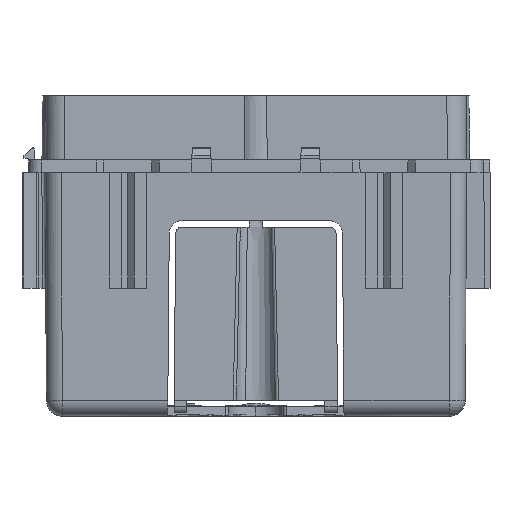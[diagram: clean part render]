
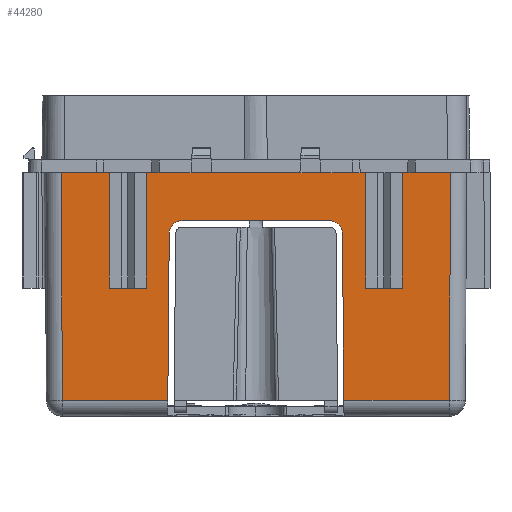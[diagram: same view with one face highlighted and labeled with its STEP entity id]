
A CAD part, front view. The second image highlights one B-rep face of the part: STEP entity #44280.
In plain terms, the highlighted planar face has unit normal (0, -1, -0.006).
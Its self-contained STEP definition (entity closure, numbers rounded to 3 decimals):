
#4252=CARTESIAN_POINT('Vertex',(30.194,-32.694,2.485)) ;
#4255=CARTESIAN_POINT('Line Origine',(0.,-32.694,2.485)) ;
#4259=CARTESIAN_POINT('Vertex',(13.744,-32.694,2.485)) ;
#4302=CARTESIAN_POINT('Vertex',(11.517,-32.856,30.5)) ;
#4321=CARTESIAN_POINT('Vertex',(13.517,-32.845,28.517)) ;
#4325=CARTESIAN_POINT('Control Point',(11.517,-32.856,30.5)) ;
#4326=CARTESIAN_POINT('Control Point',(12.142,-32.856,30.5)) ;
#4327=CARTESIAN_POINT('Control Point',(12.768,-32.855,30.257)) ;
#4328=CARTESIAN_POINT('Control Point',(13.263,-32.852,29.766)) ;
#4329=CARTESIAN_POINT('Control Point',(13.512,-32.849,29.142)) ;
#4330=CARTESIAN_POINT('Control Point',(13.517,-32.845,28.517)) ;
#12384=CARTESIAN_POINT('Vertex',(-11.517,-32.856,30.5)) ;
#12388=CARTESIAN_POINT('Control Point',(-11.517,-32.856,30.5)) ;
#12389=CARTESIAN_POINT('Control Point',(-12.142,-32.856,30.5)) ;
#12390=CARTESIAN_POINT('Control Point',(-12.768,-32.855,30.257)) ;
#12391=CARTESIAN_POINT('Control Point',(-13.263,-32.852,29.766)) ;
#12392=CARTESIAN_POINT('Control Point',(-13.512,-32.849,29.142)) ;
#12393=CARTESIAN_POINT('Control Point',(-13.517,-32.845,28.517)) ;
#12394=CARTESIAN_POINT('Vertex',(-13.517,-32.845,28.517)) ;
#12459=CARTESIAN_POINT('Vertex',(-13.744,-32.694,2.485)) ;
#12462=CARTESIAN_POINT('Line Origine',(0.,-32.694,2.485)) ;
#12466=CARTESIAN_POINT('Vertex',(-30.194,-32.694,2.485)) ;
#16390=CARTESIAN_POINT('Line Origine',(-30.29,-32.79,19.)) ;
#16394=CARTESIAN_POINT('Vertex',(-30.4,-32.9,38.)) ;
#16436=CARTESIAN_POINT('Vertex',(30.4,-32.9,38.)) ;
#16439=CARTESIAN_POINT('Line Origine',(30.29,-32.79,19.)) ;
#37670=CARTESIAN_POINT('Control Point',(13.517,-32.845,28.517)) ;
#37671=CARTESIAN_POINT('Control Point',(13.744,-32.694,2.485)) ;
#37939=CARTESIAN_POINT('Control Point',(-13.517,-32.845,28.517)) ;
#37940=CARTESIAN_POINT('Control Point',(-13.744,-32.694,2.485)) ;
#43627=CARTESIAN_POINT('Line Origine',(0.,-32.856,30.5)) ;
#43868=CARTESIAN_POINT('Vertex',(21.25,-32.9,38.)) ;
#43871=CARTESIAN_POINT('Line Origine',(25.825,-32.9,38.)) ;
#43933=CARTESIAN_POINT('Vertex',(21.25,-32.795,20.)) ;
#43936=CARTESIAN_POINT('Line Origine',(21.25,-32.797,20.243)) ;
#43990=CARTESIAN_POINT('Vertex',(-18.75,-32.795,20.)) ;
#43993=CARTESIAN_POINT('Line Origine',(-18.75,-32.797,20.243)) ;
#43997=CARTESIAN_POINT('Vertex',(-18.75,-32.9,38.)) ;
#44042=CARTESIAN_POINT('Vertex',(18.75,-32.795,20.)) ;
#44045=CARTESIAN_POINT('Line Origine',(20.,-32.795,20.)) ;
#44108=CARTESIAN_POINT('Vertex',(18.75,-32.9,38.)) ;
#44111=CARTESIAN_POINT('Line Origine',(0.,-32.9,38.)) ;
#44158=CARTESIAN_POINT('Line Origine',(18.75,-32.797,20.243)) ;
#44193=CARTESIAN_POINT('Vertex',(-21.25,-32.795,20.)) ;
#44196=CARTESIAN_POINT('Line Origine',(-20.,-32.795,20.)) ;
#44243=CARTESIAN_POINT('Axis2P3D Location',(16.45,-32.9,38.)) ;
#44248=CARTESIAN_POINT('Line Origine',(16.45,-32.9,38.)) ;
#44252=CARTESIAN_POINT('Vertex',(-21.25,-32.9,38.)) ;
#44255=CARTESIAN_POINT('Line Origine',(-21.25,-32.79,19.)) ;
#4256=DIRECTION('Vector Direction',(-1.,0.,0.)) ;
#12463=DIRECTION('Vector Direction',(-1.,0.,0.)) ;
#16391=DIRECTION('Vector Direction',(-0.006,-0.006,1.)) ;
#16440=DIRECTION('Vector Direction',(0.006,-0.006,1.)) ;
#43628=DIRECTION('Vector Direction',(1.,0.,0.)) ;
#43872=DIRECTION('Vector Direction',(-1.,0.,0.)) ;
#43937=DIRECTION('Vector Direction',(0.,0.006,-1.)) ;
#43994=DIRECTION('Vector Direction',(0.,0.006,-1.)) ;
#44046=DIRECTION('Vector Direction',(1.,0.,0.)) ;
#44112=DIRECTION('Vector Direction',(-1.,0.,0.)) ;
#44159=DIRECTION('Vector Direction',(0.,0.006,-1.)) ;
#44197=DIRECTION('Vector Direction',(1.,0.,0.)) ;
#44244=DIRECTION('Axis2P3D Direction',(0.,-1.,-0.006)) ;
#44245=DIRECTION('Axis2P3D XDirection',(1.,0.,0.)) ;
#44249=DIRECTION('Vector Direction',(1.,0.,0.)) ;
#44256=DIRECTION('Vector Direction',(0.,-0.006,1.)) ;
#44246=AXIS2_PLACEMENT_3D('Plane Axis2P3D',#44243,#44244,#44245) ;
#44261=ORIENTED_EDGE('',*,*,#44254,.T.) ;
#44262=ORIENTED_EDGE('',*,*,#16396,.F.) ;
#44263=ORIENTED_EDGE('',*,*,#12468,.F.) ;
#44264=ORIENTED_EDGE('',*,*,#37941,.F.) ;
#44265=ORIENTED_EDGE('',*,*,#12396,.F.) ;
#44266=ORIENTED_EDGE('',*,*,#43631,.T.) ;
#44267=ORIENTED_EDGE('',*,*,#4331,.T.) ;
#44268=ORIENTED_EDGE('',*,*,#37672,.T.) ;
#44269=ORIENTED_EDGE('',*,*,#4261,.F.) ;
#44270=ORIENTED_EDGE('',*,*,#16443,.T.) ;
#44271=ORIENTED_EDGE('',*,*,#43875,.T.) ;
#44272=ORIENTED_EDGE('',*,*,#43940,.F.) ;
#44273=ORIENTED_EDGE('',*,*,#44049,.T.) ;
#44274=ORIENTED_EDGE('',*,*,#44162,.T.) ;
#44275=ORIENTED_EDGE('',*,*,#44115,.T.) ;
#44276=ORIENTED_EDGE('',*,*,#43999,.F.) ;
#44277=ORIENTED_EDGE('',*,*,#44200,.T.) ;
#44278=ORIENTED_EDGE('',*,*,#44259,.T.) ;
#4257=VECTOR('Line Direction',#4256,1.) ;
#12464=VECTOR('Line Direction',#12463,1.) ;
#16392=VECTOR('Line Direction',#16391,1.) ;
#16441=VECTOR('Line Direction',#16440,1.) ;
#43629=VECTOR('Line Direction',#43628,1.) ;
#43873=VECTOR('Line Direction',#43872,1.) ;
#43938=VECTOR('Line Direction',#43937,1.) ;
#43995=VECTOR('Line Direction',#43994,1.) ;
#44047=VECTOR('Line Direction',#44046,1.) ;
#44113=VECTOR('Line Direction',#44112,1.) ;
#44160=VECTOR('Line Direction',#44159,1.) ;
#44198=VECTOR('Line Direction',#44197,1.) ;
#44250=VECTOR('Line Direction',#44249,1.) ;
#44257=VECTOR('Line Direction',#44256,1.) ;
#44280=ADVANCED_FACE('PartBody',(#44279),#44247,.T.) ;
#4324=B_SPLINE_CURVE_WITH_KNOTS('',5,(#4325,#4326,#4327,#4328,#4329,#4330),.UNSPECIFIED.,.F.,.U.,(6,6),(0.,4.418),.UNSPECIFIED.) ;
#12387=B_SPLINE_CURVE_WITH_KNOTS('',5,(#12388,#12389,#12390,#12391,#12392,#12393),.UNSPECIFIED.,.F.,.U.,(6,6),(0.,4.418),.UNSPECIFIED.) ;
#37669=B_SPLINE_CURVE_WITH_KNOTS('',1,(#37670,#37671),.UNSPECIFIED.,.F.,.U.,(2,2),(-13.017,13.017),.UNSPECIFIED.) ;
#37938=B_SPLINE_CURVE_WITH_KNOTS('',1,(#37939,#37940),.UNSPECIFIED.,.F.,.U.,(2,2),(-13.017,13.017),.UNSPECIFIED.) ;
#4261=EDGE_CURVE('',#4253,#4260,#4258,.T.) ;
#4331=EDGE_CURVE('',#4303,#4322,#4324,.T.) ;
#12396=EDGE_CURVE('',#12385,#12395,#12387,.T.) ;
#12468=EDGE_CURVE('',#12460,#12467,#12465,.T.) ;
#16396=EDGE_CURVE('',#12467,#16395,#16393,.T.) ;
#16443=EDGE_CURVE('',#4253,#16437,#16442,.T.) ;
#37672=EDGE_CURVE('',#4322,#4260,#37669,.T.) ;
#37941=EDGE_CURVE('',#12395,#12460,#37938,.T.) ;
#43631=EDGE_CURVE('',#12385,#4303,#43630,.T.) ;
#43875=EDGE_CURVE('',#16437,#43869,#43874,.T.) ;
#43940=EDGE_CURVE('',#43934,#43869,#43939,.F.) ;
#43999=EDGE_CURVE('',#43991,#43998,#43996,.F.) ;
#44049=EDGE_CURVE('',#43934,#44043,#44048,.F.) ;
#44115=EDGE_CURVE('',#44109,#43998,#44114,.T.) ;
#44162=EDGE_CURVE('',#44043,#44109,#44161,.F.) ;
#44200=EDGE_CURVE('',#43991,#44194,#44199,.F.) ;
#44254=EDGE_CURVE('',#44253,#16395,#44251,.F.) ;
#44259=EDGE_CURVE('',#44194,#44253,#44258,.T.) ;
#44260=EDGE_LOOP('',(#44261,#44262,#44263,#44264,#44265,#44266,#44267,#44268,#44269,#44270,#44271,#44272,#44273,#44274,#44275,#44276,#44277,#44278)) ;
#44279=FACE_OUTER_BOUND('',#44260,.T.) ;
#4258=LINE('Line',#4255,#4257) ;
#12465=LINE('Line',#12462,#12464) ;
#16393=LINE('Line',#16390,#16392) ;
#16442=LINE('Line',#16439,#16441) ;
#43630=LINE('Line',#43627,#43629) ;
#43874=LINE('Line',#43871,#43873) ;
#43939=LINE('Line',#43936,#43938) ;
#43996=LINE('Line',#43993,#43995) ;
#44048=LINE('Line',#44045,#44047) ;
#44114=LINE('Line',#44111,#44113) ;
#44161=LINE('Line',#44158,#44160) ;
#44199=LINE('Line',#44196,#44198) ;
#44251=LINE('Line',#44248,#44250) ;
#44258=LINE('Line',#44255,#44257) ;
#44247=PLANE('',#44246) ;
#4253=VERTEX_POINT('',#4252) ;
#4260=VERTEX_POINT('',#4259) ;
#4303=VERTEX_POINT('',#4302) ;
#4322=VERTEX_POINT('',#4321) ;
#12385=VERTEX_POINT('',#12384) ;
#12395=VERTEX_POINT('',#12394) ;
#12460=VERTEX_POINT('',#12459) ;
#12467=VERTEX_POINT('',#12466) ;
#16395=VERTEX_POINT('',#16394) ;
#16437=VERTEX_POINT('',#16436) ;
#43869=VERTEX_POINT('',#43868) ;
#43934=VERTEX_POINT('',#43933) ;
#43991=VERTEX_POINT('',#43990) ;
#43998=VERTEX_POINT('',#43997) ;
#44043=VERTEX_POINT('',#44042) ;
#44109=VERTEX_POINT('',#44108) ;
#44194=VERTEX_POINT('',#44193) ;
#44253=VERTEX_POINT('',#44252) ;
